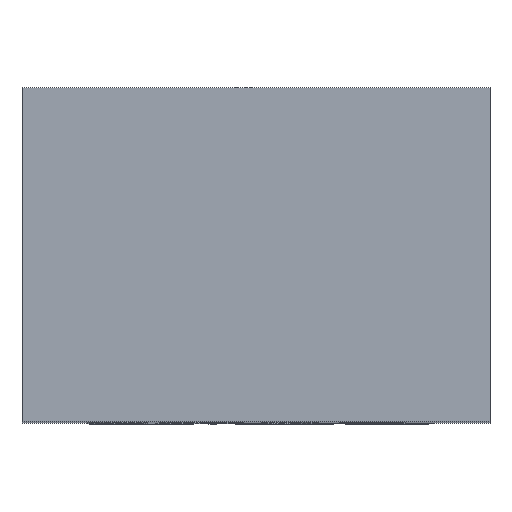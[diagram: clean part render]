
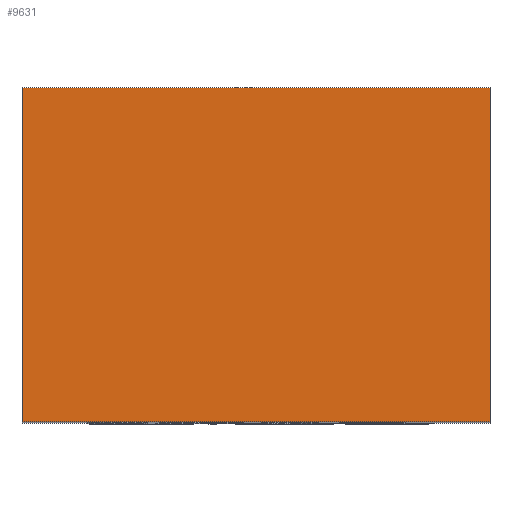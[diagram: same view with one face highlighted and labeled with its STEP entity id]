
A CAD part, top view. The second image highlights one B-rep face of the part: STEP entity #9631.
In plain terms, the highlighted planar face has unit normal (0, 0, 1).
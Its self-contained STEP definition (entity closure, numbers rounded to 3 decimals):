
#117 = VECTOR ( 'NONE', #5049, 1000. ) ;
#130 = LINE ( 'NONE', #5052, #117 ) ;
#156 = VECTOR ( 'NONE', #5075, 1000. ) ;
#158 = VECTOR ( 'NONE', #5077, 1000. ) ;
#168 = LINE ( 'NONE', #5078, #156 ) ;
#198 = LINE ( 'NONE', #5084, #158 ) ;
#1117 = VERTEX_POINT ( 'NONE', #5692 ) ;
#1122 = VERTEX_POINT ( 'NONE', #5687 ) ;
#1123 = VERTEX_POINT ( 'NONE', #5686 ) ;
#1125 = VERTEX_POINT ( 'NONE', #5684 ) ;
#3437 = DIRECTION ( 'NONE',  ( 1., 0., 0. ) ) ;
#3438 = DIRECTION ( 'NONE',  ( 0., 0., 1. ) ) ;
#3450 = PLANE ( 'NONE',  #10577 ) ;
#3457 = CARTESIAN_POINT ( 'NONE',  ( -3.5, -2.5, 10. ) ) ;
#5049 = DIRECTION ( 'NONE',  ( 0., -1., 0. ) ) ;
#5052 = CARTESIAN_POINT ( 'NONE',  ( -3.5, 2.5, 10. ) ) ;
#5075 = DIRECTION ( 'NONE',  ( -1., 0., 0. ) ) ;
#5077 = DIRECTION ( 'NONE',  ( 0., 1., 0. ) ) ;
#5078 = CARTESIAN_POINT ( 'NONE',  ( -3.5, 2.5, 10. ) ) ;
#5084 = CARTESIAN_POINT ( 'NONE',  ( 3.5, 2.5, 10. ) ) ;
#5684 = CARTESIAN_POINT ( 'NONE',  ( -3.5, 2.5, 10. ) ) ;
#5686 = CARTESIAN_POINT ( 'NONE',  ( -3.5, -2.5, 10. ) ) ;
#5687 = CARTESIAN_POINT ( 'NONE',  ( 3.5, -2.5, 10. ) ) ;
#5692 = CARTESIAN_POINT ( 'NONE',  ( 3.5, 2.5, 10. ) ) ;
#6669 = EDGE_CURVE ( 'NONE', #1122, #1117, #198, .T. ) ;
#6670 = EDGE_CURVE ( 'NONE', #1117, #1125, #168, .T. ) ;
#6681 = EDGE_CURVE ( 'NONE', #1125, #1123, #130, .T. ) ;
#6822 = ORIENTED_EDGE ( 'NONE', *, *, #6670, .T. ) ;
#6823 = ORIENTED_EDGE ( 'NONE', *, *, #6669, .T. ) ;
#6824 = ORIENTED_EDGE ( 'NONE', *, *, #11089, .T. ) ;
#6825 = ORIENTED_EDGE ( 'NONE', *, *, #6681, .T. ) ;
#6910 = EDGE_LOOP ( 'NONE', ( #6825, #6824, #6823, #6822 ) ) ;
#7122 = LINE ( 'NONE', #8249, #7123 ) ;
#7123 = VECTOR ( 'NONE', #8248, 1000. ) ;
#8248 = DIRECTION ( 'NONE',  ( 1., 0., 0. ) ) ;
#8249 = CARTESIAN_POINT ( 'NONE',  ( -3.5, -2.5, 10. ) ) ;
#9631 = ADVANCED_FACE ( 'NONE', ( #10090 ), #3450, .T. ) ;
#10090 = FACE_OUTER_BOUND ( 'NONE', #6910, .T. ) ;
#10577 = AXIS2_PLACEMENT_3D ( 'NONE', #3457, #3438, #3437 ) ;
#11089 = EDGE_CURVE ( 'NONE', #1123, #1122, #7122, .T. ) ;
